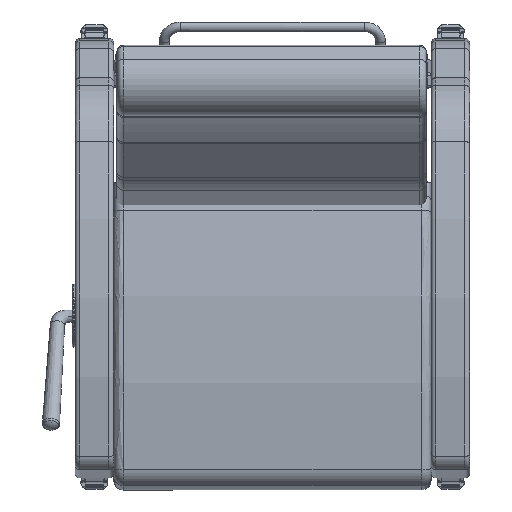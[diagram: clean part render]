
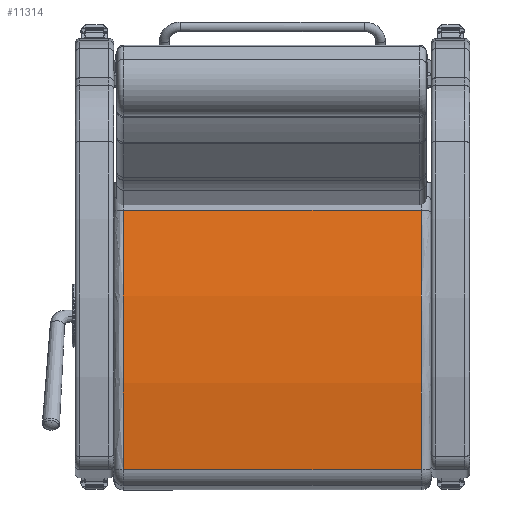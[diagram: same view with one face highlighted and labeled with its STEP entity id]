
A CAD part, front view. The second image highlights one B-rep face of the part: STEP entity #11314.
In plain terms, the highlighted free-form (B-spline) face has degree [1, 2] with [2, 3] control points.
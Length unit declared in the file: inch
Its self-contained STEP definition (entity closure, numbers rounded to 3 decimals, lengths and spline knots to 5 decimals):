
#270=(
BOUNDED_SURFACE()
B_SPLINE_SURFACE(1,2,((#18181,#18182,#18183),(#18184,#18185,#18186)),
 .UNSPECIFIED.,.F.,.F.,.F.)
B_SPLINE_SURFACE_WITH_KNOTS((2,2),(3,3),(-0.19254,0.19254),
(1.36178,1.69928),.UNSPECIFIED.)
GEOMETRIC_REPRESENTATION_ITEM()
RATIONAL_B_SPLINE_SURFACE(((1.,0.986,1.),(1.,0.986,
1.)))
REPRESENTATION_ITEM('')
SURFACE()
);
#491=ELLIPSE('',#12372,60.05357,60.);
#501=ELLIPSE('',#12400,60.05357,60.);
#1117=FACE_OUTER_BOUND('',#1868,.T.);
#1868=EDGE_LOOP('',(#7797,#7798,#7799,#7800));
#2712=LINE('',#18179,#3455);
#2713=LINE('',#18188,#3456);
#3455=VECTOR('',#14108,0.3937);
#3456=VECTOR('',#14111,0.3937);
#4958=VERTEX_POINT('',#17971);
#4959=VERTEX_POINT('',#17972);
#4984=VERTEX_POINT('',#18178);
#4985=VERTEX_POINT('',#18187);
#6030=EDGE_CURVE('',#4958,#4959,#491,.T.);
#6068=EDGE_CURVE('',#4959,#4984,#2712,.T.);
#6070=EDGE_CURVE('',#4958,#4985,#2713,.T.);
#6071=EDGE_CURVE('',#4984,#4985,#501,.T.);
#7797=ORIENTED_EDGE('',*,*,#6030,.F.);
#7798=ORIENTED_EDGE('',*,*,#6070,.T.);
#7799=ORIENTED_EDGE('',*,*,#6071,.F.);
#7800=ORIENTED_EDGE('',*,*,#6068,.F.);
#11314=ADVANCED_FACE('',(#1117),#270,.F.);
#12372=AXIS2_PLACEMENT_3D('',#17973,#14040,#14041);
#12400=AXIS2_PLACEMENT_3D('',#18189,#14112,#14113);
#14040=DIRECTION('center_axis',(0.,0.,-1.));
#14041=DIRECTION('ref_axis',(1.,0.,0.));
#14108=DIRECTION('',(0.,0.,1.));
#14111=DIRECTION('',(0.,0.,1.));
#14112=DIRECTION('center_axis',(0.,0.,1.));
#14113=DIRECTION('ref_axis',(1.,0.,0.));
#17971=CARTESIAN_POINT('',(-10.04459,1.25621,-11.5625));
#17972=CARTESIAN_POINT('',(10.1114,0.44486,-11.5625));
#17973=CARTESIAN_POINT('Origin',(-2.34979,-58.24922,-11.5625));
#18178=CARTESIAN_POINT('',(10.1114,0.44486,11.5625));
#18179=CARTESIAN_POINT('',(10.1114,0.44486,0.));
#18181=CARTESIAN_POINT('Ctrl Pts',(10.1114,0.44486,-11.5625));
#18182=CARTESIAN_POINT('Ctrl Pts',(0.10258,2.56602,-11.5625));
#18183=CARTESIAN_POINT('Ctrl Pts',(-10.04459,1.25621,-11.5625));
#18184=CARTESIAN_POINT('Ctrl Pts',(10.1114,0.44486,11.5625));
#18185=CARTESIAN_POINT('Ctrl Pts',(0.10258,2.56602,11.5625));
#18186=CARTESIAN_POINT('Ctrl Pts',(-10.04459,1.25621,11.5625));
#18187=CARTESIAN_POINT('',(-10.04459,1.25621,11.5625));
#18188=CARTESIAN_POINT('',(-10.04459,1.25621,0.));
#18189=CARTESIAN_POINT('Origin',(-2.34979,-58.24922,11.5625));
